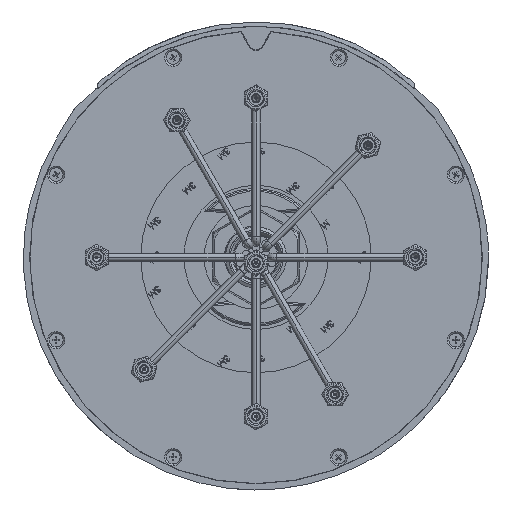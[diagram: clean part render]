
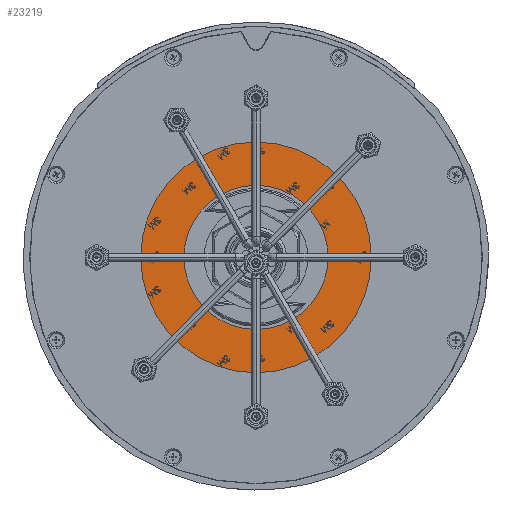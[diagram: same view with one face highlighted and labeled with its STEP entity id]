
A CAD part, front view. The second image highlights one B-rep face of the part: STEP entity #23219.
In plain terms, the highlighted planar face has unit normal (0, -1, 0).
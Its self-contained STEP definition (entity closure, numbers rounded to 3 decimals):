
#420 = VERTEX_POINT ( 'NONE', #86163 ) ;
#1281 = DIRECTION ( 'NONE',  ( 0., -1., 0. ) ) ;
#1481 = CARTESIAN_POINT ( 'NONE',  ( 0., -3.77, 0. ) ) ;
#8520 = CARTESIAN_POINT ( 'NONE',  ( 0., -3.77, 0. ) ) ;
#10229 = DIRECTION ( 'NONE',  ( 0., 0., 1. ) ) ;
#16227 = EDGE_CURVE ( 'NONE', #108844, #58771, #109613, .T. ) ;
#18083 = DIRECTION ( 'NONE',  ( 0., 0., 1. ) ) ;
#20156 = CARTESIAN_POINT ( 'NONE',  ( 0., -3.77, -40. ) ) ;
#20781 = DIRECTION ( 'NONE',  ( 0., 0., -1. ) ) ;
#23219 = ADVANCED_FACE ( 'NONE', ( #101615, #110616 ), #30348, .T. ) ;
#30348 = PLANE ( 'NONE',  #76488 ) ;
#34377 = DIRECTION ( 'NONE',  ( 0., 0., 1. ) ) ;
#37155 = AXIS2_PLACEMENT_3D ( 'NONE', #8520, #75182, #18083 ) ;
#39301 = CARTESIAN_POINT ( 'NONE',  ( 0., -3.77, 0. ) ) ;
#44399 = CARTESIAN_POINT ( 'NONE',  ( 0., -3.77, 0. ) ) ;
#45598 = EDGE_CURVE ( 'NONE', #82876, #420, #114732, .T. ) ;
#45799 = EDGE_CURVE ( 'NONE', #58771, #108844, #98246, .T. ) ;
#49718 = CARTESIAN_POINT ( 'NONE',  ( 0., -3.77, 25. ) ) ;
#50136 = DIRECTION ( 'NONE',  ( 0., 1., 0. ) ) ;
#50936 = ORIENTED_EDGE ( 'NONE', *, *, #16227, .F. ) ;
#55275 = ORIENTED_EDGE ( 'NONE', *, *, #45598, .T. ) ;
#58771 = VERTEX_POINT ( 'NONE', #66377 ) ;
#61362 = AXIS2_PLACEMENT_3D ( 'NONE', #39301, #50136, #106786 ) ;
#64587 = CIRCLE ( 'NONE', #61362, 25. ) ;
#66377 = CARTESIAN_POINT ( 'NONE',  ( 0., -3.77, 40. ) ) ;
#75182 = DIRECTION ( 'NONE',  ( 0., 1., 0. ) ) ;
#76369 = AXIS2_PLACEMENT_3D ( 'NONE', #44399, #120296, #34377 ) ;
#76488 = AXIS2_PLACEMENT_3D ( 'NONE', #77894, #1281, #20781 ) ;
#77894 = CARTESIAN_POINT ( 'NONE',  ( 0., -3.77, 0. ) ) ;
#82876 = VERTEX_POINT ( 'NONE', #49718 ) ;
#83958 = ORIENTED_EDGE ( 'NONE', *, *, #122502, .T. ) ;
#86163 = CARTESIAN_POINT ( 'NONE',  ( 0., -3.77, -25. ) ) ;
#89297 = EDGE_LOOP ( 'NONE', ( #55275, #83958 ) ) ;
#97220 = DIRECTION ( 'NONE',  ( 0., 1., 0. ) ) ;
#98246 = CIRCLE ( 'NONE', #104319, 40. ) ;
#101615 = FACE_OUTER_BOUND ( 'NONE', #115395, .T. ) ;
#104319 = AXIS2_PLACEMENT_3D ( 'NONE', #1481, #97220, #10229 ) ;
#106706 = ORIENTED_EDGE ( 'NONE', *, *, #45799, .F. ) ;
#106786 = DIRECTION ( 'NONE',  ( 0., 0., 1. ) ) ;
#108844 = VERTEX_POINT ( 'NONE', #20156 ) ;
#109613 = CIRCLE ( 'NONE', #76369, 40. ) ;
#110616 = FACE_BOUND ( 'NONE', #89297, .T. ) ;
#114732 = CIRCLE ( 'NONE', #37155, 25. ) ;
#115395 = EDGE_LOOP ( 'NONE', ( #106706, #50936 ) ) ;
#120296 = DIRECTION ( 'NONE',  ( 0., 1., 0. ) ) ;
#122502 = EDGE_CURVE ( 'NONE', #420, #82876, #64587, .T. ) ;
